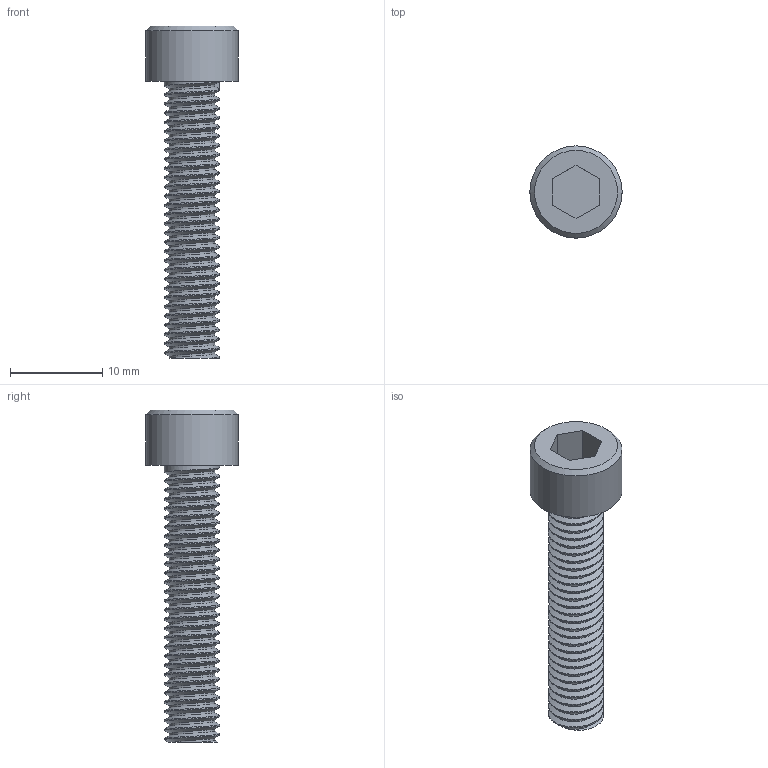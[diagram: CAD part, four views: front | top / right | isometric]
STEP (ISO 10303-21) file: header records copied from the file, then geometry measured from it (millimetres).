
FILE_DESCRIPTION( ( '' ), ' ' );
FILE_NAME( '59806e83ef417f100be532d6.step', '2017-08-01T12:05:25', ( '' ), ( '' ), ' ', ' ', ' ' );
FILE_SCHEMA( ( 'AUTOMOTIVE_DESIGN { 1 0 10303 214 1 1 1 1 }' ) );
Length unit declared in the file: metre
Products named in the file (2): Curve 1; Part 1
Bounding box: 10 x 10 x 36 mm (x, y, z)
Volume: 911.4 mm3; surface area: 1044.7 mm2
Topology: 1 solids, 1 shells, 17 faces, 38 edges, 26 vertices
Faces by surface type: plane 11, cylinder 3, bspline 2, cone 1
Full cylindrical faces by diameter (mm): 10 x1
Entity records: 5527 total; most frequent: CARTESIAN_POINT 5019, DIRECTION 68, ORIENTED_EDGE 68, EDGE_CURVE 34, AXIS2_PLACEMENT_3D 23, VERTEX_POINT 23, LINE 22, VECTOR 22
